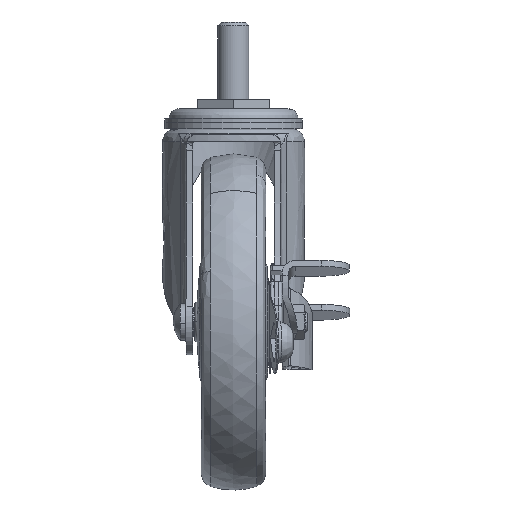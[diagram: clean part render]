
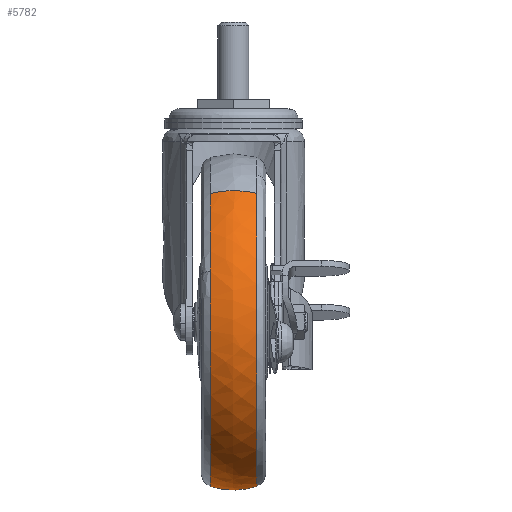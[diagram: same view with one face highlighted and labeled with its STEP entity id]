
A CAD part, left-side view. The second image highlights one B-rep face of the part: STEP entity #5782.
In plain terms, the highlighted free-form (B-spline) face has degree [2, 2] with [5, 3] control points.
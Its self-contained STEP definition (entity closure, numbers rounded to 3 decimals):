
#5529=CARTESIAN_POINT('',(-96.504,9.,-66.341));
#5530=VERTEX_POINT('',#5529);
#5544=CARTESIAN_POINT('',(-75.68,9.,-36.274));
#5545=VERTEX_POINT('',#5544);
#5546=CARTESIAN_POINT('',(-75.68,9.,-36.274));
#5547=CARTESIAN_POINT('',(-90.604,9.0,-48.182));
#5548=CARTESIAN_POINT('',(-96.504,9.,-66.341));
#5556=(BOUNDED_CURVE()B_SPLINE_CURVE(2,(#5546,#5547,#5548),.UNSPECIFIED.,.F.,.U.)B_SPLINE_CURVE_WITH_KNOTS((3,3),(0.608,0.697),.UNSPECIFIED.)CURVE()GEOMETRIC_REPRESENTATION_ITEM()RATIONAL_B_SPLINE_CURVE((0.856,0.842,0.903))REPRESENTATION_ITEM(''));
#5557=EDGE_CURVE('',#5545,#5530,#5556,.T.);
#5661=CARTESIAN_POINT('',(-36.799,9.,-149.613));
#5662=VERTEX_POINT('',#5661);
#5676=CARTESIAN_POINT('',(-96.504,9.,-66.341));
#5677=CARTESIAN_POINT('',(-99.618,9.,-75.924));
#5678=CARTESIAN_POINT('',(-99.618,9.,-86.));
#5679=CARTESIAN_POINT('',(-99.618,9.,-148.824));
#5680=CARTESIAN_POINT('',(-36.799,9.,-149.613));
#5688=(BOUNDED_CURVE()B_SPLINE_CURVE(2,(#5676,#5677,#5678,#5679,#5680),.UNSPECIFIED.,.F.,.U.)B_SPLINE_CURVE_WITH_KNOTS((3,2,3),(0.697,0.75,0.998),.UNSPECIFIED.)CURVE()GEOMETRIC_REPRESENTATION_ITEM()RATIONAL_B_SPLINE_CURVE((0.903,0.938,1.0,0.71,0.995))REPRESENTATION_ITEM(''));
#5689=EDGE_CURVE('',#5530,#5662,#5688,.T.);
#5710=CARTESIAN_POINT('',(-75.505,9.852,-36.494));
#5711=CARTESIAN_POINT('',(-98.954,9.852,-55.206));
#5712=CARTESIAN_POINT('',(-99.331,9.852,-85.204));
#5713=CARTESIAN_POINT('',(-100.127,9.852,-148.536));
#5714=CARTESIAN_POINT('',(-36.796,9.852,-149.332));
#5715=CARTESIAN_POINT('',(-77.641,0.,-33.817));
#5716=CARTESIAN_POINT('',(-102.359,0.,-53.541));
#5717=CARTESIAN_POINT('',(-102.756,0.,-85.161));
#5718=CARTESIAN_POINT('',(-103.595,0.,-151.917));
#5719=CARTESIAN_POINT('',(-36.839,0.,-152.756));
#5720=CARTESIAN_POINT('',(-75.505,-9.852,-36.494));
#5721=CARTESIAN_POINT('',(-98.954,-9.852,-55.206));
#5722=CARTESIAN_POINT('',(-99.331,-9.852,-85.204));
#5723=CARTESIAN_POINT('',(-100.127,-9.852,-148.536));
#5724=CARTESIAN_POINT('',(-36.796,-9.852,-149.332));
#5732=(BOUNDED_SURFACE()B_SPLINE_SURFACE(2,2,((#5710,#5715,#5720),(#5711,#5716,#5721),(#5712,#5717,#5722),(#5713,#5718,#5723),(#5714,#5719,#5724)),.UNSPECIFIED.,.F.,.F.,.U.)B_SPLINE_SURFACE_WITH_KNOTS((3,2,3),(3,3),(0.0,60.309,168.005),(0.0,20.265),.UNSPECIFIED.)GEOMETRIC_REPRESENTATION_ITEM()RATIONAL_B_SPLINE_SURFACE(((0.803,0.758,0.803),(0.784,0.741,0.784),(0.938,0.886,0.938),(0.663,0.626,0.663),(0.938,0.886,0.938)))REPRESENTATION_ITEM('')SURFACE());
#5733=CARTESIAN_POINT('',(-75.68,-9.,-36.274));
#5734=VERTEX_POINT('',#5733);
#5735=CARTESIAN_POINT('',(-36.799,-9.,-149.613));
#5736=VERTEX_POINT('',#5735);
#5737=CARTESIAN_POINT('',(-75.68,-9.,-36.274));
#5738=CARTESIAN_POINT('',(-99.618,-9.,-55.375));
#5739=CARTESIAN_POINT('',(-99.618,-9.,-86.));
#5740=CARTESIAN_POINT('',(-99.618,-9.,-148.824));
#5741=CARTESIAN_POINT('',(-36.799,-9.,-149.613));
#5749=(BOUNDED_CURVE()B_SPLINE_CURVE(2,(#5737,#5738,#5739,#5740,#5741),.UNSPECIFIED.,.F.,.U.)B_SPLINE_CURVE_WITH_KNOTS((3,2,3),(0.608,0.75,0.998),.UNSPECIFIED.)CURVE()GEOMETRIC_REPRESENTATION_ITEM()RATIONAL_B_SPLINE_CURVE((0.856,0.834,1.0,0.71,0.995))REPRESENTATION_ITEM(''));
#5750=EDGE_CURVE('',#5734,#5736,#5749,.T.);
#5751=ORIENTED_EDGE('',*,*,#5750,.F.);
#5752=CARTESIAN_POINT('',(-75.68,9.,-36.274));
#5753=CARTESIAN_POINT('',(-77.446,0.,-34.061));
#5754=CARTESIAN_POINT('',(-75.68,-9.,-36.274));
#5762=(BOUNDED_CURVE()B_SPLINE_CURVE(2,(#5752,#5753,#5754),.UNSPECIFIED.,.F.,.U.)B_SPLINE_CURVE_WITH_KNOTS((3,3),(-1.494,-0.506),.UNSPECIFIED.)CURVE()GEOMETRIC_REPRESENTATION_ITEM()RATIONAL_B_SPLINE_CURVE((0.799,0.762,0.799))REPRESENTATION_ITEM(''));
#5763=EDGE_CURVE('',#5545,#5734,#5762,.T.);
#5764=ORIENTED_EDGE('',*,*,#5763,.F.);
#5765=ORIENTED_EDGE('',*,*,#5557,.T.);
#5766=ORIENTED_EDGE('',*,*,#5689,.T.);
#5767=CARTESIAN_POINT('',(-36.799,9.,-149.613));
#5768=CARTESIAN_POINT('',(-36.835,0.,-152.443));
#5769=CARTESIAN_POINT('',(-36.799,-9.,-149.613));
#5777=(BOUNDED_CURVE()B_SPLINE_CURVE(2,(#5767,#5768,#5769),.UNSPECIFIED.,.F.,.U.)B_SPLINE_CURVE_WITH_KNOTS((3,3),(-1.494,-0.506),.UNSPECIFIED.)CURVE()GEOMETRIC_REPRESENTATION_ITEM()RATIONAL_B_SPLINE_CURVE((0.933,0.89,0.933))REPRESENTATION_ITEM(''));
#5778=EDGE_CURVE('',#5662,#5736,#5777,.T.);
#5779=ORIENTED_EDGE('',*,*,#5778,.T.);
#5780=EDGE_LOOP('',(#5751,#5764,#5765,#5766,#5779));
#5781=FACE_OUTER_BOUND('',#5780,.T.);
#5782=ADVANCED_FACE('',(#5781),#5732,.T.);
